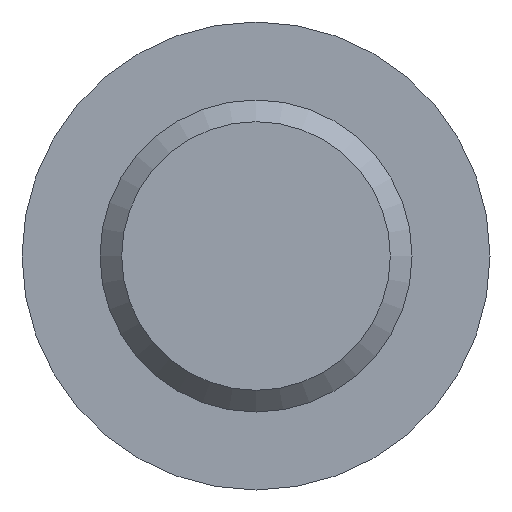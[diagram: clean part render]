
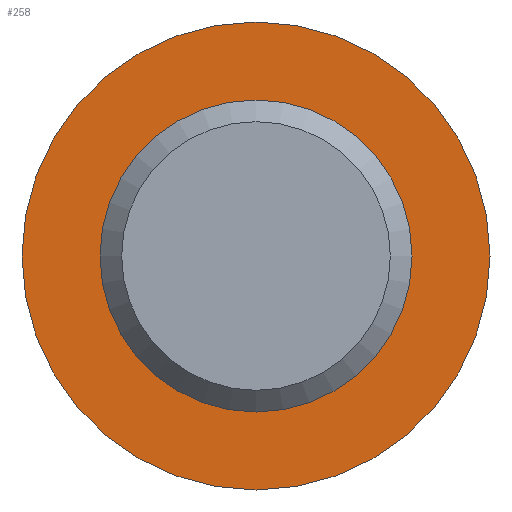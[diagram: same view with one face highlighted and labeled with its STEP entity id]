
A CAD part, front view. The second image highlights one B-rep face of the part: STEP entity #258.
In plain terms, the highlighted planar face has unit normal (0, -1, 0).
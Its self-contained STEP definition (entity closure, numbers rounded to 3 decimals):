
#1 = VERTEX_POINT ( 'NONE', #463 ) ;
#7 = FACE_OUTER_BOUND ( 'NONE', #129, .T. ) ;
#18 = AXIS2_PLACEMENT_3D ( 'NONE', #115, #325, #153 ) ;
#46 = FACE_BOUND ( 'NONE', #369, .T. ) ;
#63 = EDGE_CURVE ( 'NONE', #1, #1, #538, .T. ) ;
#115 = CARTESIAN_POINT ( 'NONE',  ( 0., 40., 0. ) ) ;
#129 = EDGE_LOOP ( 'NONE', ( #149 ) ) ;
#149 = ORIENTED_EDGE ( 'NONE', *, *, #503, .T. ) ;
#153 = DIRECTION ( 'NONE',  ( 0., 0., -1. ) ) ;
#218 = CARTESIAN_POINT ( 'NONE',  ( -9., 40., 0. ) ) ;
#258 = ADVANCED_FACE ( 'NONE', ( #46, #7 ), #513, .F. ) ;
#275 = DIRECTION ( 'NONE',  ( 0., -1., 0. ) ) ;
#289 = CIRCLE ( 'NONE', #18, 13.5 ) ;
#296 = AXIS2_PLACEMENT_3D ( 'NONE', #310, #275, #533 ) ;
#297 = CARTESIAN_POINT ( 'NONE',  ( 0., 40., -13.5 ) ) ;
#310 = CARTESIAN_POINT ( 'NONE',  ( 0., 40., 0. ) ) ;
#325 = DIRECTION ( 'NONE',  ( 0., -1., 0. ) ) ;
#341 = VERTEX_POINT ( 'NONE', #297 ) ;
#369 = EDGE_LOOP ( 'NONE', ( #405 ) ) ;
#380 = AXIS2_PLACEMENT_3D ( 'NONE', #218, #467, #385 ) ;
#385 = DIRECTION ( 'NONE',  ( 0., 0., 1. ) ) ;
#405 = ORIENTED_EDGE ( 'NONE', *, *, #63, .F. ) ;
#463 = CARTESIAN_POINT ( 'NONE',  ( 0., 40., -9. ) ) ;
#467 = DIRECTION ( 'NONE',  ( 0., 1., 0. ) ) ;
#503 = EDGE_CURVE ( 'NONE', #341, #341, #289, .T. ) ;
#513 = PLANE ( 'NONE',  #380 ) ;
#533 = DIRECTION ( 'NONE',  ( 0., 0., -1. ) ) ;
#538 = CIRCLE ( 'NONE', #296, 9. ) ;
